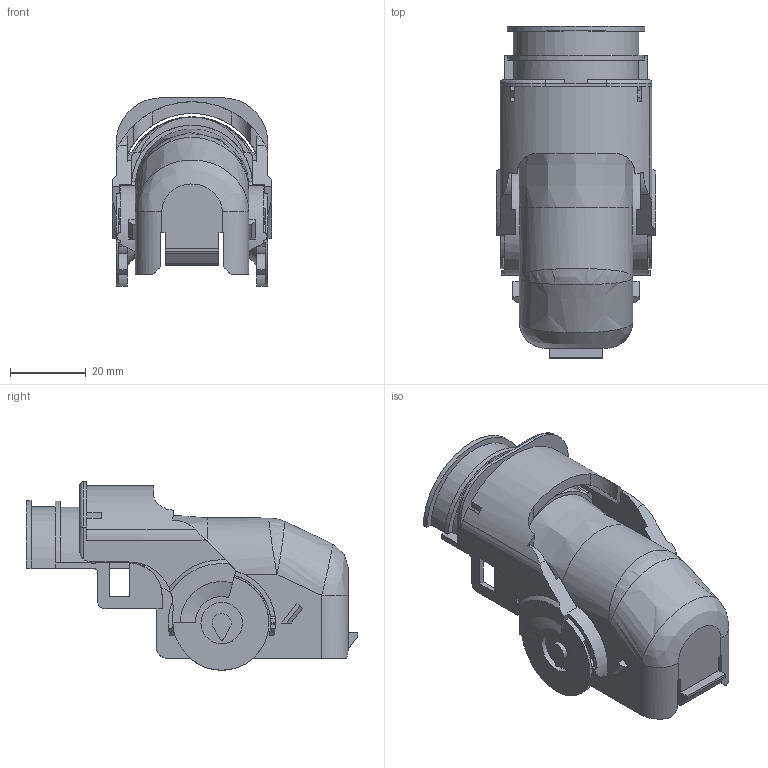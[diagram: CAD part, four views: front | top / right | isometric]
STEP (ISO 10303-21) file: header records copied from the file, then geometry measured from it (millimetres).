
FILE_DESCRIPTION(/* description */ (''),/* implementation_level */ '2;1');
FILE_NAME(/* name */ '13972193-ENV10_02-COV.stp',/* time_stamp */ '2024-01-23T11:21:24+08:00',/* author */ (''),/* organization */ (''),/* preprocessor_version */ 'ST-DEVELOPER v16',/* originating_system */ 'SIEMENS PLM Software NX 11.0',/* authorisation */ '');
FILE_SCHEMA (('AUTOMOTIVE_DESIGN { 1 0 10303 214 3 1 1 1 }'));
Length unit declared in the file: millimetre
Products named in the file (1): 13972193-ENV10_02-COV
Bounding box: 42.2 x 87.81 x 49.88 mm (x, y, z)
Volume: 19785.5 mm3; surface area: 23617.8 mm2
Topology: 1 solids, 1 shells, 341 faces, 975 edges, 626 vertices
Faces by surface type: plane 203, cylinder 105, cone 15, bspline 12, torus 6
Full cylindrical faces by diameter (mm): 5 x4, 11 x2, 25 x2
Entity records: 12108 total; most frequent: CARTESIAN_POINT 3221, ORIENTED_EDGE 1898, DIRECTION 1845, EDGE_CURVE 949, AXIS2_PLACEMENT_3D 641, VERTEX_POINT 616, LINE 563, VECTOR 563
